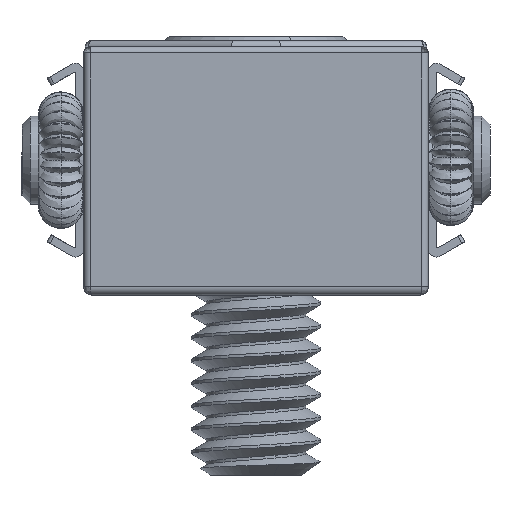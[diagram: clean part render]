
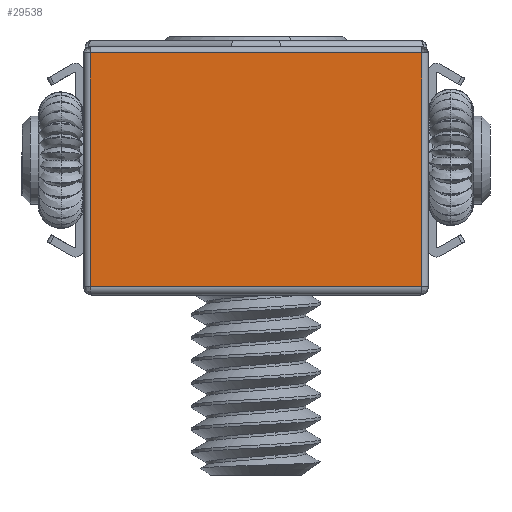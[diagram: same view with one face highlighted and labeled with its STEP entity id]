
A CAD part, left-side view. The second image highlights one B-rep face of the part: STEP entity #29538.
In plain terms, the highlighted planar face has unit normal (-1, 0, 0).
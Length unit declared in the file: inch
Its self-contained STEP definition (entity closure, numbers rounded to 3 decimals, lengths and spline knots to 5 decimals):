
#349 = DIRECTION ( 'NONE',  ( 0., 0., 1. ) ) ;
#1329 = VECTOR ( 'NONE', #349, 39.37008 ) ;
#1724 = DIRECTION ( 'NONE',  ( 0., 0., 1. ) ) ;
#1746 = DIRECTION ( 'NONE',  ( 0., 1., 0. ) ) ;
#2167 = LINE ( 'NONE', #10465, #1329 ) ;
#2932 = CARTESIAN_POINT ( 'NONE',  ( -0.31102, 0.40157, -0.2815 ) ) ;
#4230 = PLANE ( 'NONE',  #31174 ) ;
#4253 = CARTESIAN_POINT ( 'NONE',  ( -0.31102, 0., -0.2815 ) ) ;
#5900 = CARTESIAN_POINT ( 'NONE',  ( -0.31102, 0., 0.28543 ) ) ;
#6367 = CARTESIAN_POINT ( 'NONE',  ( -0.31102, 0.40157, 0.28543 ) ) ;
#7398 = CARTESIAN_POINT ( 'NONE',  ( -0.31102, -0.40157, 0.28543 ) ) ;
#7667 = VECTOR ( 'NONE', #13651, 39.37008 ) ;
#7871 = EDGE_CURVE ( 'NONE', #10424, #20323, #18431, .T. ) ;
#8409 = LINE ( 'NONE', #27169, #20655 ) ;
#10039 = EDGE_CURVE ( 'NONE', #10424, #18635, #2167, .T. ) ;
#10424 = VERTEX_POINT ( 'NONE', #18210 ) ;
#10465 = CARTESIAN_POINT ( 'NONE',  ( -0.31102, -0.40157, 0.00197 ) ) ;
#13651 = DIRECTION ( 'NONE',  ( 0., -1., 0. ) ) ;
#14251 = DIRECTION ( 'NONE',  ( 0., 0., 1. ) ) ;
#14569 = LINE ( 'NONE', #5900, #7667 ) ;
#16179 = ORIENTED_EDGE ( 'NONE', *, *, #10039, .T. ) ;
#17220 = DIRECTION ( 'NONE',  ( -1., 0., 0. ) ) ;
#18210 = CARTESIAN_POINT ( 'NONE',  ( -0.31102, -0.40157, -0.2815 ) ) ;
#18431 = LINE ( 'NONE', #4253, #20087 ) ;
#18635 = VERTEX_POINT ( 'NONE', #7398 ) ;
#19112 = ORIENTED_EDGE ( 'NONE', *, *, #29432, .F. ) ;
#20087 = VECTOR ( 'NONE', #1746, 39.37008 ) ;
#20323 = VERTEX_POINT ( 'NONE', #2932 ) ;
#20655 = VECTOR ( 'NONE', #14251, 39.37008 ) ;
#20929 = EDGE_LOOP ( 'NONE', ( #16179, #19112, #23735, #22955 ) ) ;
#21272 = EDGE_CURVE ( 'NONE', #20323, #24980, #8409, .T. ) ;
#22955 = ORIENTED_EDGE ( 'NONE', *, *, #7871, .F. ) ;
#23735 = ORIENTED_EDGE ( 'NONE', *, *, #21272, .F. ) ;
#24980 = VERTEX_POINT ( 'NONE', #6367 ) ;
#27169 = CARTESIAN_POINT ( 'NONE',  ( -0.31102, 0.40157, 0. ) ) ;
#29432 = EDGE_CURVE ( 'NONE', #24980, #18635, #14569, .T. ) ;
#29538 = ADVANCED_FACE ( 'NONE', ( #32774 ), #4230, .T. ) ;
#31174 = AXIS2_PLACEMENT_3D ( 'NONE', #32689, #17220, #1724 ) ;
#32689 = CARTESIAN_POINT ( 'NONE',  ( -0.31102, 0., 0. ) ) ;
#32774 = FACE_OUTER_BOUND ( 'NONE', #20929, .T. ) ;
